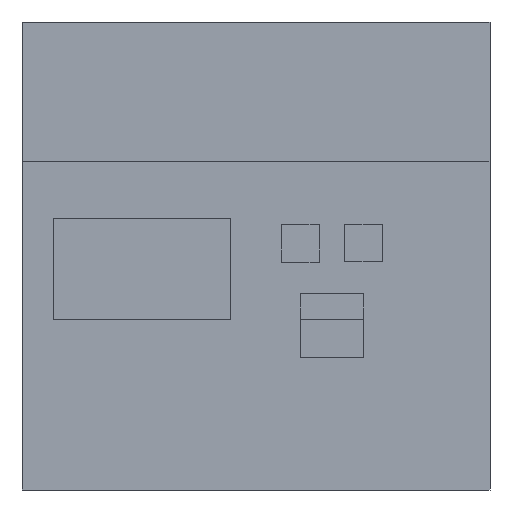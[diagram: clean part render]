
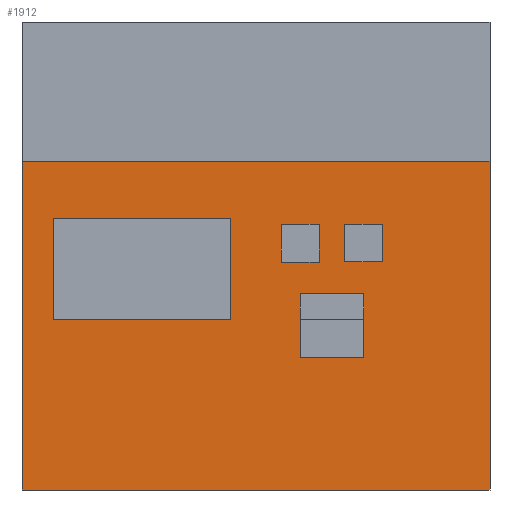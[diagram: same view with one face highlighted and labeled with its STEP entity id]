
A CAD part, front view. The second image highlights one B-rep face of the part: STEP entity #1912.
In plain terms, the highlighted planar face has unit normal (0, -1, 0).
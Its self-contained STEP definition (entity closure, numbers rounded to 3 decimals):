
#21=FACE_BOUND('',#173,.T.);
#22=FACE_BOUND('',#174,.T.);
#23=FACE_BOUND('',#175,.T.);
#24=FACE_BOUND('',#176,.T.);
#74=FACE_OUTER_BOUND('',#172,.T.);
#172=EDGE_LOOP('',(#1413,#1414,#1415,#1416));
#173=EDGE_LOOP('',(#1417,#1418,#1419,#1420));
#174=EDGE_LOOP('',(#1421,#1422,#1423,#1424));
#175=EDGE_LOOP('',(#1425,#1426,#1427,#1428));
#176=EDGE_LOOP('',(#1429,#1430,#1431,#1432));
#257=LINE('',#2548,#527);
#261=LINE('',#2556,#531);
#264=LINE('',#2562,#534);
#267=LINE('',#2567,#537);
#269=LINE('',#2572,#539);
#273=LINE('',#2580,#543);
#276=LINE('',#2586,#546);
#279=LINE('',#2591,#549);
#281=LINE('',#2596,#551);
#285=LINE('',#2604,#555);
#288=LINE('',#2610,#558);
#291=LINE('',#2615,#561);
#293=LINE('',#2620,#563);
#297=LINE('',#2628,#567);
#300=LINE('',#2634,#570);
#303=LINE('',#2639,#573);
#332=LINE('',#2700,#602);
#341=LINE('',#2718,#611);
#353=LINE('',#2740,#623);
#356=LINE('',#2744,#626);
#527=VECTOR('',#2088,10.);
#531=VECTOR('',#2094,10.);
#534=VECTOR('',#2099,10.);
#537=VECTOR('',#2104,10.);
#539=VECTOR('',#2108,10.);
#543=VECTOR('',#2114,10.);
#546=VECTOR('',#2119,10.);
#549=VECTOR('',#2124,10.);
#551=VECTOR('',#2128,10.);
#555=VECTOR('',#2134,10.);
#558=VECTOR('',#2139,10.);
#561=VECTOR('',#2144,10.);
#563=VECTOR('',#2148,10.);
#567=VECTOR('',#2154,10.);
#570=VECTOR('',#2159,10.);
#573=VECTOR('',#2164,10.);
#602=VECTOR('',#2201,10.);
#611=VECTOR('',#2220,10.);
#623=VECTOR('',#2244,10.);
#626=VECTOR('',#2249,10.);
#797=VERTEX_POINT('',#2546);
#798=VERTEX_POINT('',#2547);
#801=VERTEX_POINT('',#2555);
#803=VERTEX_POINT('',#2561);
#805=VERTEX_POINT('',#2570);
#806=VERTEX_POINT('',#2571);
#809=VERTEX_POINT('',#2579);
#811=VERTEX_POINT('',#2585);
#813=VERTEX_POINT('',#2594);
#814=VERTEX_POINT('',#2595);
#817=VERTEX_POINT('',#2603);
#819=VERTEX_POINT('',#2609);
#821=VERTEX_POINT('',#2618);
#822=VERTEX_POINT('',#2619);
#825=VERTEX_POINT('',#2627);
#827=VERTEX_POINT('',#2633);
#853=VERTEX_POINT('',#2693);
#856=VERTEX_POINT('',#2698);
#859=VERTEX_POINT('',#2715);
#860=VERTEX_POINT('',#2717);
#977=EDGE_CURVE('',#797,#798,#257,.T.);
#981=EDGE_CURVE('',#801,#797,#261,.T.);
#984=EDGE_CURVE('',#803,#801,#264,.T.);
#987=EDGE_CURVE('',#798,#803,#267,.T.);
#989=EDGE_CURVE('',#805,#806,#269,.T.);
#993=EDGE_CURVE('',#809,#805,#273,.T.);
#996=EDGE_CURVE('',#811,#809,#276,.T.);
#999=EDGE_CURVE('',#806,#811,#279,.T.);
#1001=EDGE_CURVE('',#813,#814,#281,.T.);
#1005=EDGE_CURVE('',#817,#813,#285,.T.);
#1008=EDGE_CURVE('',#819,#817,#288,.T.);
#1011=EDGE_CURVE('',#814,#819,#291,.T.);
#1013=EDGE_CURVE('',#821,#822,#293,.T.);
#1017=EDGE_CURVE('',#825,#821,#297,.T.);
#1020=EDGE_CURVE('',#827,#825,#300,.T.);
#1023=EDGE_CURVE('',#822,#827,#303,.T.);
#1052=EDGE_CURVE('',#856,#853,#332,.T.);
#1061=EDGE_CURVE('',#859,#860,#341,.T.);
#1073=EDGE_CURVE('',#856,#860,#353,.T.);
#1076=EDGE_CURVE('',#853,#859,#356,.T.);
#1413=ORIENTED_EDGE('',*,*,#1073,.T.);
#1414=ORIENTED_EDGE('',*,*,#1061,.F.);
#1415=ORIENTED_EDGE('',*,*,#1076,.F.);
#1416=ORIENTED_EDGE('',*,*,#1052,.F.);
#1417=ORIENTED_EDGE('',*,*,#977,.T.);
#1418=ORIENTED_EDGE('',*,*,#987,.T.);
#1419=ORIENTED_EDGE('',*,*,#984,.T.);
#1420=ORIENTED_EDGE('',*,*,#981,.T.);
#1421=ORIENTED_EDGE('',*,*,#989,.T.);
#1422=ORIENTED_EDGE('',*,*,#999,.T.);
#1423=ORIENTED_EDGE('',*,*,#996,.T.);
#1424=ORIENTED_EDGE('',*,*,#993,.T.);
#1425=ORIENTED_EDGE('',*,*,#1001,.T.);
#1426=ORIENTED_EDGE('',*,*,#1011,.T.);
#1427=ORIENTED_EDGE('',*,*,#1008,.T.);
#1428=ORIENTED_EDGE('',*,*,#1005,.T.);
#1429=ORIENTED_EDGE('',*,*,#1013,.T.);
#1430=ORIENTED_EDGE('',*,*,#1023,.T.);
#1431=ORIENTED_EDGE('',*,*,#1020,.T.);
#1432=ORIENTED_EDGE('',*,*,#1017,.T.);
#1818=PLANE('',#2021);
#1912=ADVANCED_FACE('',(#74,#21,#22,#23,#24),#1818,.T.);
#2021=AXIS2_PLACEMENT_3D('',#2743,#2247,#2248);
#2088=DIRECTION('',(0.,0.,-1.));
#2094=DIRECTION('',(1.,0.,0.));
#2099=DIRECTION('',(0.,0.,1.));
#2104=DIRECTION('',(-1.,0.,0.));
#2108=DIRECTION('',(0.,0.,-1.));
#2114=DIRECTION('',(1.,0.,0.));
#2119=DIRECTION('',(0.,0.,1.));
#2124=DIRECTION('',(-1.,0.,0.));
#2128=DIRECTION('',(0.,0.,-1.));
#2134=DIRECTION('',(1.,0.,0.));
#2139=DIRECTION('',(0.,0.,1.));
#2144=DIRECTION('',(-1.,0.,0.));
#2148=DIRECTION('',(0.,0.,-1.));
#2154=DIRECTION('',(1.,0.,0.));
#2159=DIRECTION('',(0.,0.,1.));
#2164=DIRECTION('',(-1.,0.,0.));
#2201=DIRECTION('',(-1.,0.,0.));
#2220=DIRECTION('',(1.,0.,0.));
#2244=DIRECTION('',(0.,0.,1.));
#2247=DIRECTION('center_axis',(0.,-1.,0.));
#2248=DIRECTION('ref_axis',(1.,0.,0.));
#2249=DIRECTION('',(0.,0.,1.));
#2546=CARTESIAN_POINT('',(45.,-2.,40.));
#2547=CARTESIAN_POINT('',(45.,-2.,34.));
#2548=CARTESIAN_POINT('',(45.,-2.,20.));
#2555=CARTESIAN_POINT('',(39.,-2.,40.));
#2556=CARTESIAN_POINT('',(18.5,-2.,40.));
#2561=CARTESIAN_POINT('',(39.,-2.,34.));
#2562=CARTESIAN_POINT('',(39.,-2.,17.));
#2567=CARTESIAN_POINT('',(21.5,-2.,34.));
#2570=CARTESIAN_POINT('',(55.,-2.,40.056));
#2571=CARTESIAN_POINT('',(55.,-2.,34.056));
#2572=CARTESIAN_POINT('',(55.,-2.,20.028));
#2579=CARTESIAN_POINT('',(49.,-2.,40.056));
#2580=CARTESIAN_POINT('',(23.5,-2.,40.056));
#2585=CARTESIAN_POINT('',(49.,-2.,34.056));
#2586=CARTESIAN_POINT('',(49.,-2.,17.028));
#2591=CARTESIAN_POINT('',(26.5,-2.,34.056));
#2594=CARTESIAN_POINT('',(31.,-2.,41.));
#2595=CARTESIAN_POINT('',(31.,-2.,25.));
#2596=CARTESIAN_POINT('',(31.,-2.,20.5));
#2603=CARTESIAN_POINT('',(3.,-2.,41.));
#2604=CARTESIAN_POINT('',(0.5,-2.,41.));
#2609=CARTESIAN_POINT('',(3.,-2.,25.));
#2610=CARTESIAN_POINT('',(3.,-2.,12.5));
#2615=CARTESIAN_POINT('',(14.5,-2.,25.));
#2618=CARTESIAN_POINT('',(52.,-2.,29.));
#2619=CARTESIAN_POINT('',(52.,-2.,19.));
#2620=CARTESIAN_POINT('',(52.,-2.,14.5));
#2627=CARTESIAN_POINT('',(42.,-2.,29.));
#2628=CARTESIAN_POINT('',(20.,-2.,29.));
#2633=CARTESIAN_POINT('',(42.,-2.,19.));
#2634=CARTESIAN_POINT('',(42.,-2.,9.5));
#2639=CARTESIAN_POINT('',(25.,-2.,19.));
#2693=CARTESIAN_POINT('',(-2.,-2.,-2.));
#2698=CARTESIAN_POINT('',(72.,-2.,-2.));
#2700=CARTESIAN_POINT('',(-2.,-2.,-2.));
#2715=CARTESIAN_POINT('',(-2.,-2.,50.));
#2717=CARTESIAN_POINT('',(72.,-2.,50.));
#2718=CARTESIAN_POINT('',(-2.,-2.,50.));
#2740=CARTESIAN_POINT('',(72.,-2.,0.));
#2743=CARTESIAN_POINT('Origin',(-2.,-2.,0.));
#2744=CARTESIAN_POINT('',(-2.,-2.,0.));
